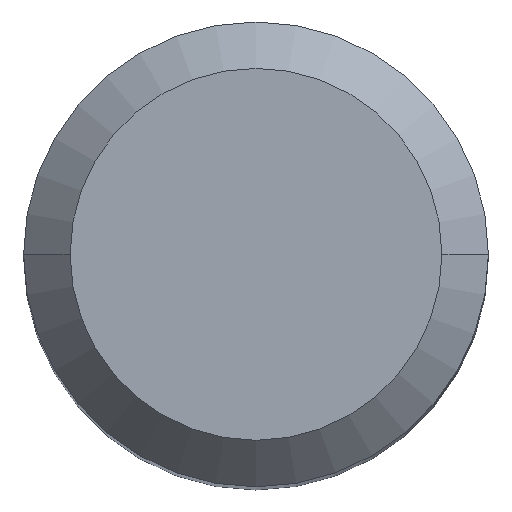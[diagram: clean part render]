
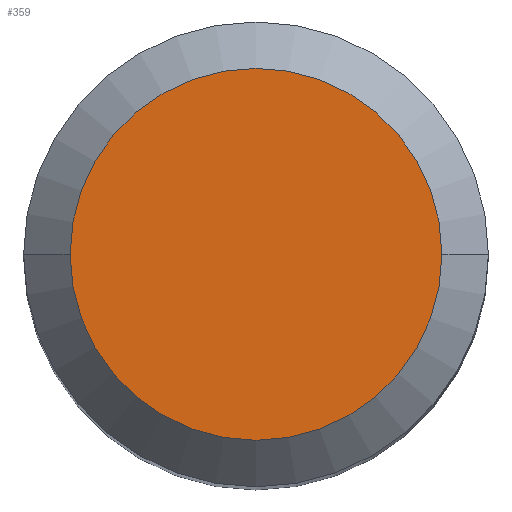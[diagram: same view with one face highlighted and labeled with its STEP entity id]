
A CAD part, top view. The second image highlights one B-rep face of the part: STEP entity #359.
In plain terms, the highlighted planar face has unit normal (0, 0, 1).
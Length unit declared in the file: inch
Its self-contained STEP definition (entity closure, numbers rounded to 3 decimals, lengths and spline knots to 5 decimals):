
#17 = CIRCLE ( 'NONE', #56, 0.15748 ) ;
#41 = DIRECTION ( 'NONE',  ( 0., 0., 1. ) ) ;
#42 = EDGE_CURVE ( 'NONE', #465, #424, #325, .T. ) ;
#56 = AXIS2_PLACEMENT_3D ( 'NONE', #245, #277, #176 ) ;
#58 = CARTESIAN_POINT ( 'NONE',  ( 0.15748, 0., 0. ) ) ;
#79 = AXIS2_PLACEMENT_3D ( 'NONE', #301, #41, #150 ) ;
#128 = EDGE_LOOP ( 'NONE', ( #166, #247 ) ) ;
#137 = CARTESIAN_POINT ( 'NONE',  ( 0., 0., 0. ) ) ;
#142 = DIRECTION ( 'NONE',  ( 0., 0., -1. ) ) ;
#144 = CARTESIAN_POINT ( 'NONE',  ( -0.15748, 0., 0. ) ) ;
#150 = DIRECTION ( 'NONE',  ( 1., 0., 0. ) ) ;
#166 = ORIENTED_EDGE ( 'NONE', *, *, #42, .T. ) ;
#167 = FACE_OUTER_BOUND ( 'NONE', #128, .T. ) ;
#176 = DIRECTION ( 'NONE',  ( 1., 0., 0. ) ) ;
#222 = AXIS2_PLACEMENT_3D ( 'NONE', #137, #142, #463 ) ;
#245 = CARTESIAN_POINT ( 'NONE',  ( 0., 0., 0. ) ) ;
#247 = ORIENTED_EDGE ( 'NONE', *, *, #384, .T. ) ;
#277 = DIRECTION ( 'NONE',  ( 0., 0., 1. ) ) ;
#301 = CARTESIAN_POINT ( 'NONE',  ( 0., 0., 0. ) ) ;
#321 = PLANE ( 'NONE',  #222 ) ;
#325 = CIRCLE ( 'NONE', #79, 0.15748 ) ;
#359 = ADVANCED_FACE ( 'NONE', ( #167 ), #321, .F. ) ;
#384 = EDGE_CURVE ( 'NONE', #424, #465, #17, .T. ) ;
#424 = VERTEX_POINT ( 'NONE', #58 ) ;
#463 = DIRECTION ( 'NONE',  ( -1., 0., 0. ) ) ;
#465 = VERTEX_POINT ( 'NONE', #144 ) ;
